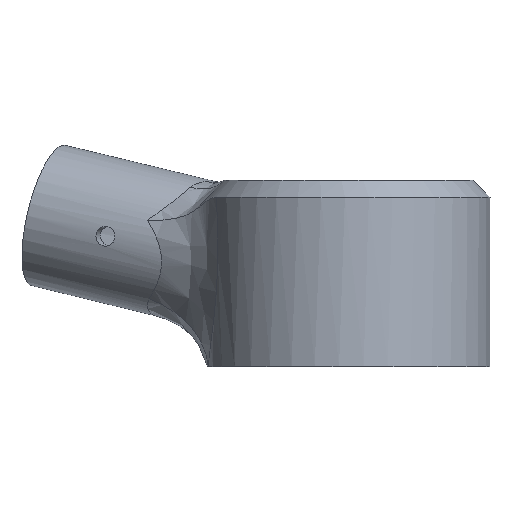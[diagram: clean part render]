
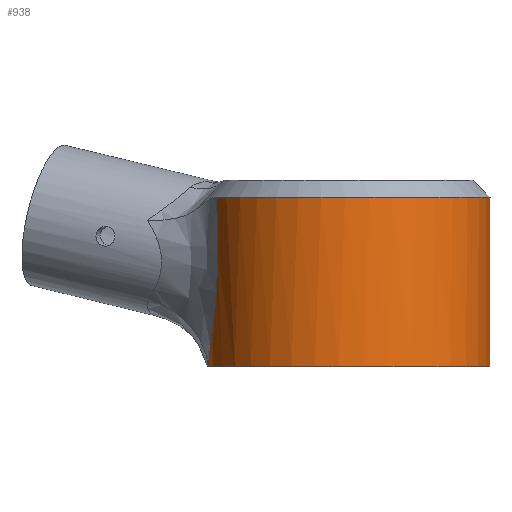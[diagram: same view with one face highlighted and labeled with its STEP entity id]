
A CAD part, front view. The second image highlights one B-rep face of the part: STEP entity #938.
In plain terms, the highlighted cylindrical face has radius 25 mm (diameter 50 mm), a partial arc.
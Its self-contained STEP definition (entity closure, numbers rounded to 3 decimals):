
#28=CYLINDRICAL_SURFACE('',#1019,25.);
#82=LINE('',#1982,#147);
#147=VECTOR('',#1163,10.);
#217=FACE_OUTER_BOUND('',#272,.T.);
#272=EDGE_LOOP('',(#743,#744,#745,#746));
#317=CIRCLE('',#995,25.);
#328=CIRCLE('',#1020,25.);
#374=B_SPLINE_CURVE_WITH_KNOTS('',3,(#1732,#1733,#1734,#1735,#1736,#1737,
#1738),.UNSPECIFIED.,.F.,.F.,(4,1,1,1,4),(-19.459,-18.447,
-17.435,-16.929,-16.05),.UNSPECIFIED.);
#403=VERTEX_POINT('',#1518);
#404=VERTEX_POINT('',#1525);
#415=VERTEX_POINT('',#1730);
#436=VERTEX_POINT('',#1980);
#502=EDGE_CURVE('',#403,#404,#317,.T.);
#517=EDGE_CURVE('',#415,#403,#374,.T.);
#551=EDGE_CURVE('',#436,#415,#328,.T.);
#552=EDGE_CURVE('',#436,#404,#82,.T.);
#743=ORIENTED_EDGE('',*,*,#517,.F.);
#744=ORIENTED_EDGE('',*,*,#551,.F.);
#745=ORIENTED_EDGE('',*,*,#552,.T.);
#746=ORIENTED_EDGE('',*,*,#502,.F.);
#938=ADVANCED_FACE('',(#217),#28,.T.);
#995=AXIS2_PLACEMENT_3D('',#1526,#1099,#1100);
#1019=AXIS2_PLACEMENT_3D('',#1979,#1159,#1160);
#1020=AXIS2_PLACEMENT_3D('',#1981,#1161,#1162);
#1099=DIRECTION('center_axis',(0.,0.,1.));
#1100=DIRECTION('ref_axis',(1.,0.,0.));
#1159=DIRECTION('center_axis',(0.,0.,1.));
#1160=DIRECTION('ref_axis',(1.,0.,0.));
#1161=DIRECTION('center_axis',(0.,0.,-1.));
#1162=DIRECTION('ref_axis',(1.,0.,0.));
#1163=DIRECTION('',(0.,0.,1.));
#1518=CARTESIAN_POINT('',(-23.484,-8.574,28.5));
#1525=CARTESIAN_POINT('',(24.066,6.769,28.5));
#1526=CARTESIAN_POINT('Origin',(0.,0.,28.5));
#1730=CARTESIAN_POINT('',(-24.852,-2.714,-1.5));
#1732=CARTESIAN_POINT('Ctrl Pts',(-24.852,-2.714,-1.5));
#1733=CARTESIAN_POINT('Ctrl Pts',(-24.675,-4.337,0.507));
#1734=CARTESIAN_POINT('Ctrl Pts',(-24.026,-7.203,5.309));
#1735=CARTESIAN_POINT('Ctrl Pts',(-23.238,-9.227,13.125));
#1736=CARTESIAN_POINT('Ctrl Pts',(-23.066,-9.64,21.15));
#1737=CARTESIAN_POINT('Ctrl Pts',(-23.283,-9.127,25.733));
#1738=CARTESIAN_POINT('Ctrl Pts',(-23.484,-8.574,28.5));
#1979=CARTESIAN_POINT('Origin',(0.,0.,0.));
#1980=CARTESIAN_POINT('',(24.066,6.769,-1.5));
#1981=CARTESIAN_POINT('Origin',(0.,0.,-1.5));
#1982=CARTESIAN_POINT('',(24.066,6.769,0.));
